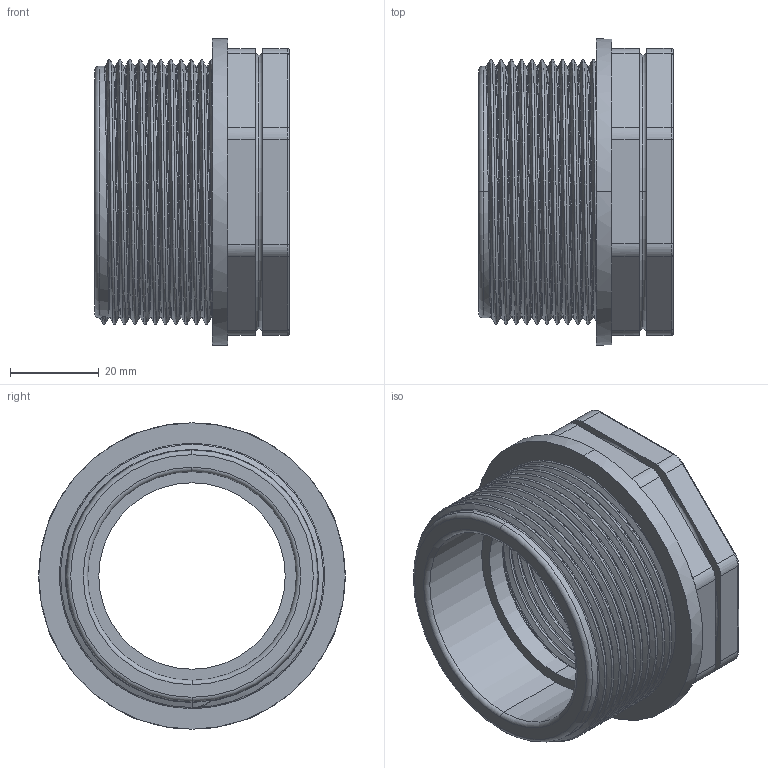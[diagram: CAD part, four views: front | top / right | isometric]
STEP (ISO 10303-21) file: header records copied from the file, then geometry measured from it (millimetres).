
FILE_DESCRIPTION (( 'STEP AP203' ), '1' );
FILE_NAME ('00234_1511.STEP', '2017-05-17T14:12:49', ( '' ), ( '' ), 'SwSTEP 2.0', 'SolidWorks 2011', '' );
FILE_SCHEMA (( 'CONFIG_CONTROL_DESIGN' ));
Length unit declared in the file: millimetre
Products named in the file (1): 00234_1511
Bounding box: 43.85 x 69 x 69 mm (x, y, z)
Volume: 56506.9 mm3; surface area: 25068.8 mm2
Topology: 1 solids, 1 shells, 151 faces, 377 edges, 233 vertices
Faces by surface type: cylinder 72, plane 39, torus 26, bspline 10, cone 4
Entity records: 13403 total; most frequent: CARTESIAN_POINT 9950, ORIENTED_EDGE 754, DIRECTION 700, EDGE_CURVE 377, AXIS2_PLACEMENT_3D 289, VERTEX_POINT 233, EDGE_LOOP 158, FACE_OUTER_BOUND 151
